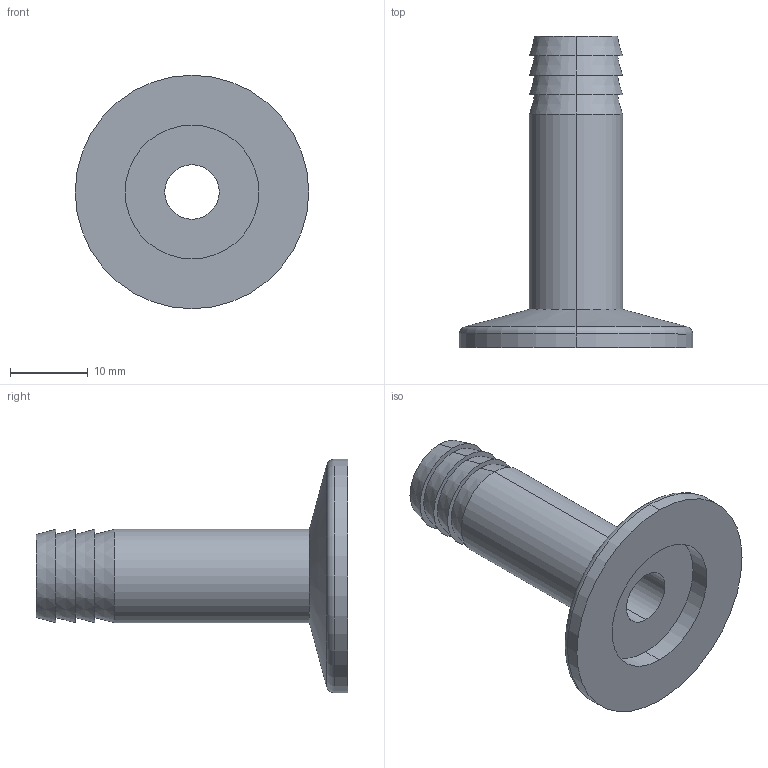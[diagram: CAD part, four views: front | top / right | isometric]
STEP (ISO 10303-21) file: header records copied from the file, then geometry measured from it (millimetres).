
FILE_DESCRIPTION (( 'STEP AP214' ), '1' );
FILE_NAME ('Hositrad_KF16-HN12A.STEP', '2017-05-30T09:01:53', ( 'Gebruiker' ), ( '' ), 'SwSTEP 2.0', 'SolidWorks 2017', '' );
FILE_SCHEMA (( 'AUTOMOTIVE_DESIGN' ));
Length unit declared in the file: millimetre
Products named in the file (1): Hositrad_KF16-HN12A
Bounding box: 30 x 40 x 30 mm (x, y, z)
Volume: 4465.8 mm3; surface area: 3893.4 mm2
Topology: 1 solids, 1 shells, 26 faces, 52 edges, 32 vertices
Faces by surface type: cone 10, cylinder 8, plane 6, torus 2
Entity records: 724 total; most frequent: DIRECTION 140, CARTESIAN_POINT 111, ORIENTED_EDGE 104, AXIS2_PLACEMENT_3D 61, EDGE_CURVE 52, CIRCLE 34, EDGE_LOOP 32, VERTEX_POINT 32
